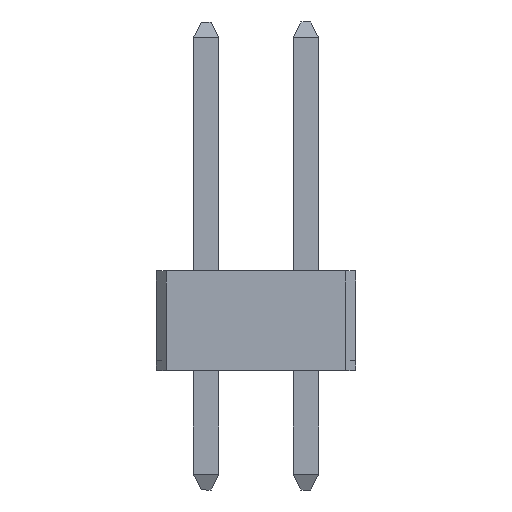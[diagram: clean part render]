
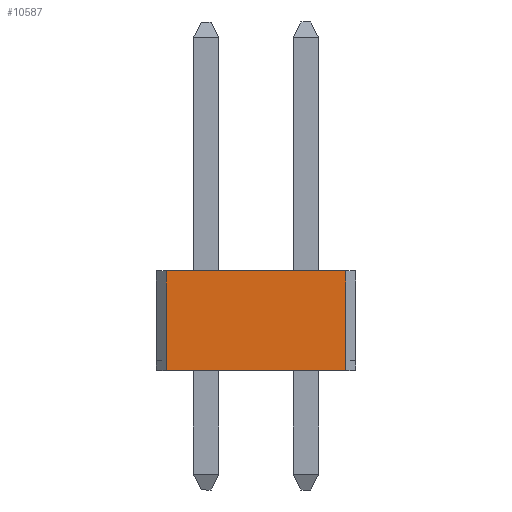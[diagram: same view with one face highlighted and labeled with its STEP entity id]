
A CAD part, left-side view. The second image highlights one B-rep face of the part: STEP entity #10587.
In plain terms, the highlighted planar face has unit normal (-1, 0, 0).
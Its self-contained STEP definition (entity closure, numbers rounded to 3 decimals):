
#92=FACE_OUTER_BOUND('',#740,.T.);
#740=EDGE_LOOP('',(#6895,#6896,#6897,#6898));
#1435=LINE('',#14697,#2925);
#1520=LINE('',#14879,#3010);
#1521=LINE('',#14882,#3011);
#1522=LINE('',#14883,#3012);
#2925=VECTOR('',#11900,4.572);
#3010=VECTOR('',#12015,2.54);
#3011=VECTOR('',#12018,4.572);
#3012=VECTOR('',#12019,2.54);
#4414=VERTEX_POINT('',#14694);
#4415=VERTEX_POINT('',#14696);
#4497=VERTEX_POINT('',#14877);
#4498=VERTEX_POINT('',#14881);
#5315=EDGE_CURVE('',#4415,#4414,#1435,.T.);
#5400=EDGE_CURVE('',#4414,#4497,#1520,.T.);
#5401=EDGE_CURVE('',#4498,#4497,#1521,.T.);
#5402=EDGE_CURVE('',#4415,#4498,#1522,.T.);
#6895=ORIENTED_EDGE('',*,*,#5315,.T.);
#6896=ORIENTED_EDGE('',*,*,#5400,.T.);
#6897=ORIENTED_EDGE('',*,*,#5401,.F.);
#6898=ORIENTED_EDGE('',*,*,#5402,.F.);
#9794=PLANE('',#11250);
#10587=ADVANCED_FACE('',(#92),#9794,.T.);
#11250=AXIS2_PLACEMENT_3D('',#14880,#12016,#12017);
#11900=DIRECTION('',(0.,0.,1.));
#12015=DIRECTION('',(0.,1.,0.));
#12016=DIRECTION('center_axis',(-1.,0.,0.));
#12017=DIRECTION('ref_axis',(0.,0.,1.));
#12018=DIRECTION('',(0.,0.,1.));
#12019=DIRECTION('',(0.,1.,0.));
#14694=CARTESIAN_POINT('',(-1.27,0.,2.286));
#14696=CARTESIAN_POINT('',(-1.27,0.,-2.286));
#14697=CARTESIAN_POINT('',(-1.27,0.,-2.286));
#14877=CARTESIAN_POINT('',(-1.27,2.54,2.286));
#14879=CARTESIAN_POINT('',(-1.27,0.,2.286));
#14880=CARTESIAN_POINT('Origin',(-1.27,0.,-2.286));
#14881=CARTESIAN_POINT('',(-1.27,2.54,-2.286));
#14882=CARTESIAN_POINT('',(-1.27,2.54,-2.286));
#14883=CARTESIAN_POINT('',(-1.27,0.,-2.286));
